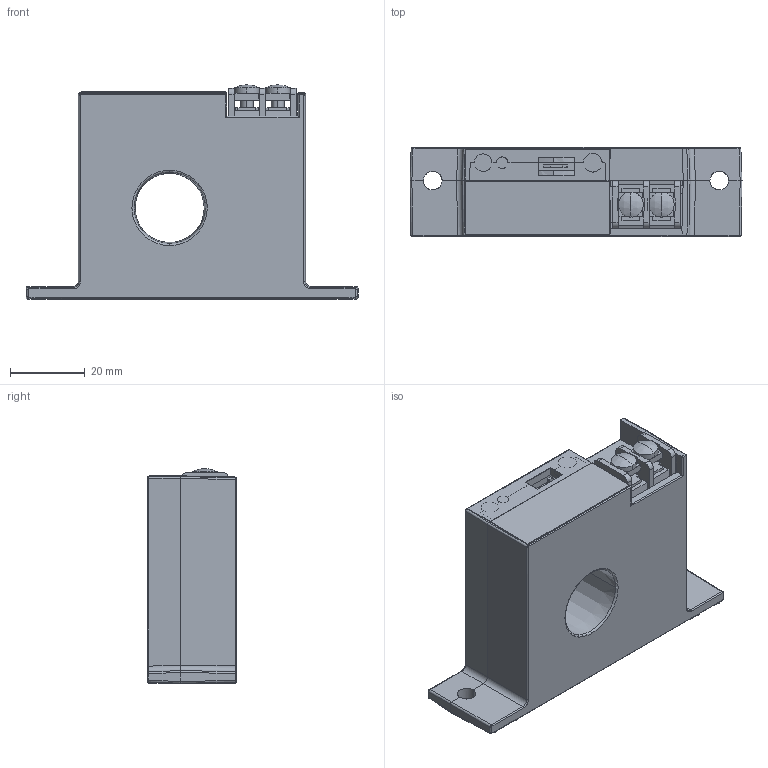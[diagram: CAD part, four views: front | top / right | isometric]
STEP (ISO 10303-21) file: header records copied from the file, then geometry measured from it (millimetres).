
FILE_DESCRIPTION (( 'STEP AP203' ), '1' );
FILE_NAME ('ACTR050-42L-F.STEP', '2021-08-09T19:07:27', ( '' ), ( '' ), 'SwSTEP 2.0', 'SolidWorks 2021', '' );
FILE_SCHEMA (( 'CONFIG_CONTROL_DESIGN' ));
Length unit declared in the file: inch
Products named in the file (1): ACTR050-42L-F
Bounding box: 89 x 23.8 x 57.54 mm (x, y, z)
Volume: 31020.2 mm3; surface area: 35792 mm2
Topology: 8 solids, 8 shells, 543 faces, 1410 edges, 909 vertices
Faces by surface type: plane 359, cylinder 121, bspline 36, torus 13, cone 10, sphere 4
Entity records: 19411 total; most frequent: CARTESIAN_POINT 6513, ORIENTED_EDGE 2820, DIRECTION 2384, EDGE_CURVE 1410, VECTOR 972, LINE 972, VERTEX_POINT 909, AXIS2_PLACEMENT_3D 706
